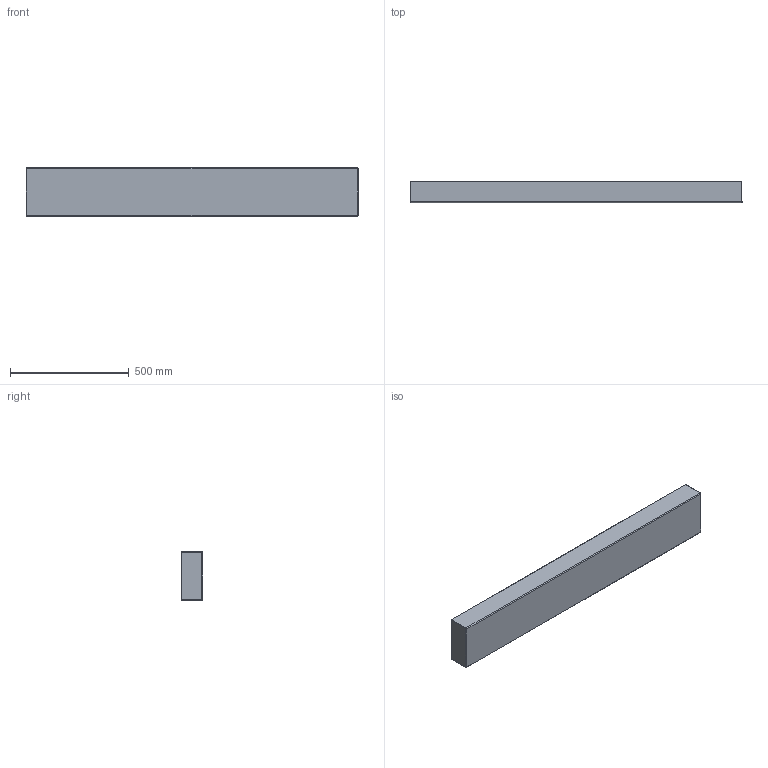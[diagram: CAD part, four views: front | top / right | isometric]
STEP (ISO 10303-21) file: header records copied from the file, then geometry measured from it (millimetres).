
FILE_DESCRIPTION(/* description */ (''),/* implementation_level */ '2;1');
FILE_NAME(/* name */ 'SVMF041400.stp',/* time_stamp */ '2023-12-14T10:48:39+01:00',/* author */ ('EN'),/* organization */ (''),/* preprocessor_version */ 'ST-DEVELOPER v18.1',/* originating_system */ 'Autodesk Inventor 2021',/* authorisation */ '');
FILE_SCHEMA (('AUTOMOTIVE_DESIGN { 1 0 10303 214 3 1 1 }'));
Length unit declared in the file: millimetre
Products named in the file (1): SVMF041400_Obal_1
Bounding box: 1400 x 92 x 204 mm (x, y, z)
Volume: 26242023.6 mm3; surface area: 861266.3 mm2
Topology: 1 solids, 1 shells, 55 faces, 112 edges, 68 vertices
Faces by surface type: plane 27, bspline 16, cylinder 12
Full cylindrical faces by diameter (mm): 6.647 x8
Entity records: 1878 total; most frequent: CARTESIAN_POINT 716, ORIENTED_EDGE 224, DIRECTION 176, EDGE_CURVE 112, VERTEX_POINT 68, EDGE_LOOP 64, LINE 64, VECTOR 64
